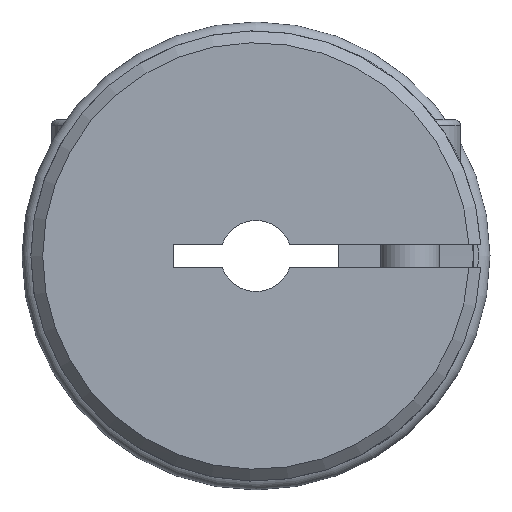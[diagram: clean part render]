
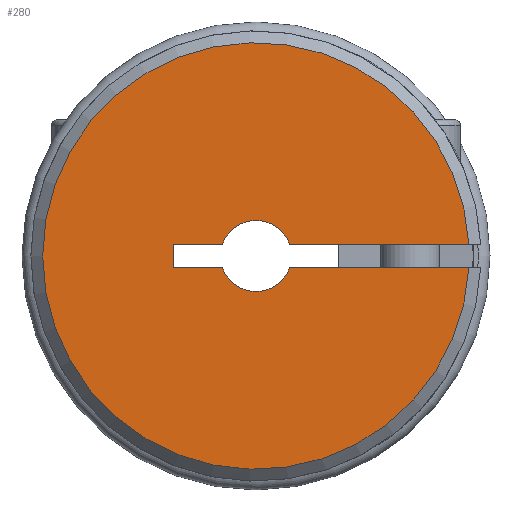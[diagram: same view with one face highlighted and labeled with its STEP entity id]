
A CAD part, left-side view. The second image highlights one B-rep face of the part: STEP entity #280.
In plain terms, the highlighted planar face has unit normal (-1, 0, 0).
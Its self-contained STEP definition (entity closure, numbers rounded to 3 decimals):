
#280 = ADVANCED_FACE( '', ( #645 ), #646, .T. );
#645 = FACE_OUTER_BOUND( '', #1074, .T. );
#646 = PLANE( '', #1075 );
#1074 = EDGE_LOOP( '', ( #1759, #1760, #1761, #1762, #1763, #1764, #1765, #1766 ) );
#1075 = AXIS2_PLACEMENT_3D( '', #1767, #1768, #1769 );
#1759 = ORIENTED_EDGE( '', *, *, #2387, .F. );
#1760 = ORIENTED_EDGE( '', *, *, #2388, .T. );
#1761 = ORIENTED_EDGE( '', *, *, #2389, .F. );
#1762 = ORIENTED_EDGE( '', *, *, #2305, .F. );
#1763 = ORIENTED_EDGE( '', *, *, #2310, .F. );
#1764 = ORIENTED_EDGE( '', *, *, #2214, .F. );
#1765 = ORIENTED_EDGE( '', *, *, #2390, .F. );
#1766 = ORIENTED_EDGE( '', *, *, #2148, .F. );
#1767 = CARTESIAN_POINT( '', ( -21.643, 0., 3. ) );
#1768 = DIRECTION( '', ( -1., 0., 0. ) );
#1769 = DIRECTION( '', ( 0., 0., 1. ) );
#2148 = EDGE_CURVE( '', #2482, #2478, #2484, .T. );
#2214 = EDGE_CURVE( '', #2590, #2591, #2592, .T. );
#2305 = EDGE_CURVE( '', #2736, #2732, #2738, .T. );
#2310 = EDGE_CURVE( '', #2591, #2736, #2744, .T. );
#2387 = EDGE_CURVE( '', #2857, #2482, #2858, .T. );
#2388 = EDGE_CURVE( '', #2857, #2859, #2860, .T. );
#2389 = EDGE_CURVE( '', #2732, #2859, #2861, .T. );
#2390 = EDGE_CURVE( '', #2478, #2590, #2862, .T. );
#2478 = VERTEX_POINT( '', #2964 );
#2482 = VERTEX_POINT( '', #2969 );
#2484 = CIRCLE( '', #2972, 3. );
#2590 = VERTEX_POINT( '', #3173 );
#2591 = VERTEX_POINT( '', #3174 );
#2592 = LINE( '', #3175, #3176 );
#2732 = VERTEX_POINT( '', #3345 );
#2736 = VERTEX_POINT( '', #3350 );
#2738 = CIRCLE( '', #3353, 3. );
#2744 = LINE( '', #3360, #3361 );
#2857 = VERTEX_POINT( '', #3682 );
#2858 = LINE( '', #3683, #3684 );
#2859 = VERTEX_POINT( '', #3685 );
#2860 = CIRCLE( '', #3686, 18. );
#2861 = LINE( '', #3687, #3688 );
#2862 = LINE( '', #3689, #3690 );
#2964 = CARTESIAN_POINT( '', ( -21.643, 2.828, 1. ) );
#2969 = CARTESIAN_POINT( '', ( -21.643, -2.828, 1. ) );
#2972 = AXIS2_PLACEMENT_3D( '', #3827, #3828, #3829 );
#3173 = CARTESIAN_POINT( '', ( -21.643, 7., 1. ) );
#3174 = CARTESIAN_POINT( '', ( -21.643, 7., -1. ) );
#3175 = CARTESIAN_POINT( '', ( -21.643, 7., 1. ) );
#3176 = VECTOR( '', #3929, 1000. );
#3345 = CARTESIAN_POINT( '', ( -21.643, -2.828, -1. ) );
#3350 = CARTESIAN_POINT( '', ( -21.643, 2.828, -1. ) );
#3353 = AXIS2_PLACEMENT_3D( '', #4057, #4058, #4059 );
#3360 = CARTESIAN_POINT( '', ( -21.643, 7., -1. ) );
#3361 = VECTOR( '', #4064, 1000. );
#3682 = CARTESIAN_POINT( '', ( -21.643, -17.972, 1. ) );
#3683 = CARTESIAN_POINT( '', ( -21.643, -23.275, 1. ) );
#3684 = VECTOR( '', #4153, 1000. );
#3685 = CARTESIAN_POINT( '', ( -21.643, -17.972, -1. ) );
#3686 = AXIS2_PLACEMENT_3D( '', #4154, #4155, #4156 );
#3687 = CARTESIAN_POINT( '', ( -21.643, 7., -1. ) );
#3688 = VECTOR( '', #4157, 1000. );
#3689 = CARTESIAN_POINT( '', ( -21.643, -23.275, 1. ) );
#3690 = VECTOR( '', #4158, 1000. );
#3827 = CARTESIAN_POINT( '', ( -21.643, 0., 0. ) );
#3828 = DIRECTION( '', ( -1., 0., 0. ) );
#3829 = DIRECTION( '', ( 0., 0., 1. ) );
#3929 = DIRECTION( '', ( 0., 0., -1. ) );
#4057 = CARTESIAN_POINT( '', ( -21.643, 0., 0. ) );
#4058 = DIRECTION( '', ( -1., 0., 0. ) );
#4059 = DIRECTION( '', ( 0., 0., 1. ) );
#4064 = DIRECTION( '', ( 0., -1., 0. ) );
#4153 = DIRECTION( '', ( 0., 1., 0. ) );
#4154 = CARTESIAN_POINT( '', ( -21.643, 0., 0. ) );
#4155 = DIRECTION( '', ( -1., 0., 0. ) );
#4156 = DIRECTION( '', ( 0., 0., 1. ) );
#4157 = DIRECTION( '', ( 0., -1., 0. ) );
#4158 = DIRECTION( '', ( 0., 1., 0. ) );
